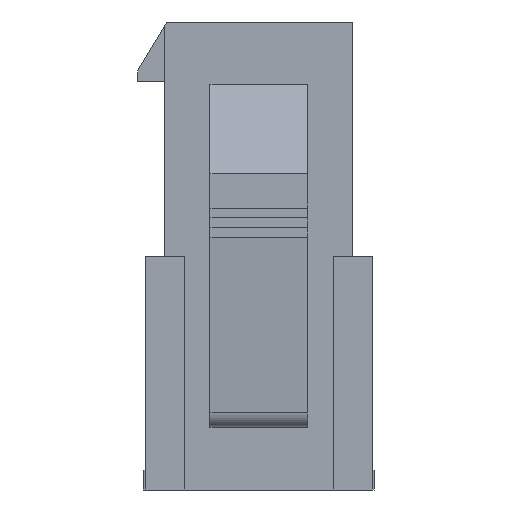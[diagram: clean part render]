
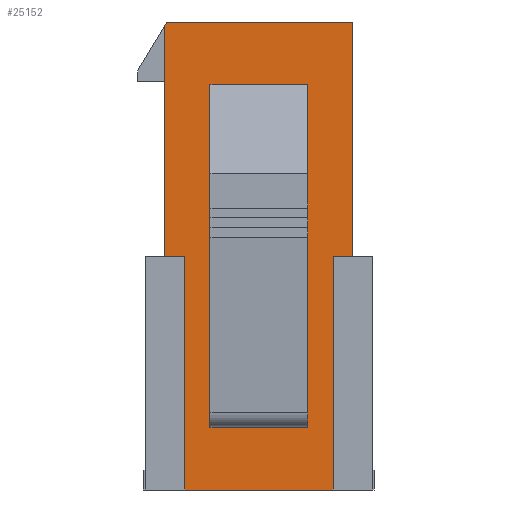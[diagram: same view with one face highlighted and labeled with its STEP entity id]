
A CAD part, left-side view. The second image highlights one B-rep face of the part: STEP entity #25152.
In plain terms, the highlighted planar face has unit normal (-1, 0, 0).
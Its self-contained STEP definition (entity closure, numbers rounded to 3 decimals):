
#1370=ORIENTED_EDGE('',*,*,#8814,.F.);
#1371=ORIENTED_EDGE('',*,*,#8815,.T.);
#1372=ORIENTED_EDGE('',*,*,#8816,.T.);
#1373=ORIENTED_EDGE('',*,*,#8817,.F.);
#1374=ORIENTED_EDGE('',*,*,#7676,.T.);
#1375=ORIENTED_EDGE('',*,*,#8818,.T.);
#1376=ORIENTED_EDGE('',*,*,#7687,.T.);
#1377=ORIENTED_EDGE('',*,*,#8819,.T.);
#1378=ORIENTED_EDGE('',*,*,#8820,.T.);
#1379=ORIENTED_EDGE('',*,*,#7760,.T.);
#1380=ORIENTED_EDGE('',*,*,#8821,.F.);
#1381=ORIENTED_EDGE('',*,*,#8822,.T.);
#1382=ORIENTED_EDGE('',*,*,#7509,.T.);
#7509=EDGE_CURVE('',#11238,#11237,#13673,.T.);
#7676=EDGE_CURVE('',#11237,#11400,#13840,.T.);
#7687=EDGE_CURVE('',#11410,#11409,#13851,.T.);
#7760=EDGE_CURVE('',#11481,#11480,#13924,.T.);
#8814=EDGE_CURVE('',#12531,#12532,#14978,.T.);
#8815=EDGE_CURVE('',#12531,#12533,#14979,.T.);
#8816=EDGE_CURVE('',#12533,#12534,#14980,.T.);
#8817=EDGE_CURVE('',#12532,#12534,#14981,.T.);
#8818=EDGE_CURVE('',#11400,#11410,#14982,.F.);
#8819=EDGE_CURVE('',#11409,#12535,#14983,.T.);
#8820=EDGE_CURVE('',#12535,#11481,#14984,.T.);
#8821=EDGE_CURVE('',#12536,#11480,#14985,.T.);
#8822=EDGE_CURVE('',#12536,#11238,#14986,.T.);
#11237=VERTEX_POINT('',#34048);
#11238=VERTEX_POINT('',#34050);
#11400=VERTEX_POINT('',#34379);
#11409=VERTEX_POINT('',#34402);
#11410=VERTEX_POINT('',#34404);
#11480=VERTEX_POINT('',#34551);
#11481=VERTEX_POINT('',#34553);
#12531=VERTEX_POINT('',#36728);
#12532=VERTEX_POINT('',#36729);
#12533=VERTEX_POINT('',#36731);
#12534=VERTEX_POINT('',#36733);
#12535=VERTEX_POINT('',#36737);
#12536=VERTEX_POINT('',#36740);
#13673=LINE('',#34049,#17385);
#13840=LINE('',#34380,#17552);
#13851=LINE('',#34403,#17563);
#13924=LINE('',#34552,#17636);
#14978=LINE('',#36727,#18690);
#14979=LINE('',#36730,#18691);
#14980=LINE('',#36732,#18692);
#14981=LINE('',#36734,#18693);
#14982=LINE('',#36735,#18694);
#14983=LINE('',#36736,#18695);
#14984=LINE('',#36738,#18696);
#14985=LINE('',#36739,#18697);
#14986=LINE('',#36741,#18698);
#17385=VECTOR('',#27705,1000.);
#17552=VECTOR('',#27874,1000.);
#17563=VECTOR('',#27891,1000.);
#17636=VECTOR('',#27974,1000.);
#18690=VECTOR('',#29170,1000.);
#18691=VECTOR('',#29171,1000.);
#18692=VECTOR('',#29172,1000.);
#18693=VECTOR('',#29173,1000.);
#18694=VECTOR('',#29174,1000.);
#18695=VECTOR('',#29175,1000.);
#18696=VECTOR('',#29176,1000.);
#18697=VECTOR('',#29177,1000.);
#18698=VECTOR('',#29178,1000.);
#21221=EDGE_LOOP('',(#1370,#1371,#1372,#1373));
#21222=EDGE_LOOP('',(#1374,#1375,#1376,#1377,#1378,#1379,#1380,#1381,#1382));
#22567=FACE_BOUND('',#21221,.T.);
#22568=FACE_BOUND('',#21222,.T.);
#23864=PLANE('',#26463);
#25152=ADVANCED_FACE('',(#22567,#22568),#23864,.T.);
#26463=AXIS2_PLACEMENT_3D('',#36726,#29168,#29169);
#27705=DIRECTION('',(0.,0.,1.));
#27874=DIRECTION('',(0.,1.,0.));
#27891=DIRECTION('',(0.,0.,-1.));
#27974=DIRECTION('',(0.,-1.,0.));
#29168=DIRECTION('',(-1.,0.,0.));
#29169=DIRECTION('',(0.,0.,1.));
#29170=DIRECTION('',(0.,0.,1.));
#29171=DIRECTION('',(0.,1.,0.));
#29172=DIRECTION('',(0.,0.,1.));
#29173=DIRECTION('',(0.,1.,0.));
#29174=DIRECTION('',(0.,-0.514,0.857));
#29175=DIRECTION('',(0.,-1.,0.));
#29176=DIRECTION('',(0.,0.,-1.));
#29177=DIRECTION('',(0.,0.,-1.));
#29178=DIRECTION('',(0.,-1.,0.));
#34048=CARTESIAN_POINT('',(-25.85,-4.8,11.95));
#34049=CARTESIAN_POINT('',(-25.85,-4.8,-11.95));
#34050=CARTESIAN_POINT('',(-25.85,-4.8,-0.05));
#34379=CARTESIAN_POINT('',(-25.85,4.7,11.95));
#34380=CARTESIAN_POINT('',(-25.85,-4.8,11.95));
#34402=CARTESIAN_POINT('',(-25.85,4.8,-0.05));
#34403=CARTESIAN_POINT('',(-25.85,4.8,11.95));
#34404=CARTESIAN_POINT('',(-25.85,4.8,11.783));
#34551=CARTESIAN_POINT('',(-25.85,-3.8,-11.95));
#34552=CARTESIAN_POINT('',(-25.85,4.8,-11.95));
#34553=CARTESIAN_POINT('',(-25.85,3.8,-11.95));
#36726=CARTESIAN_POINT('',(-25.85,0.,0.));
#36727=CARTESIAN_POINT('',(-25.85,-2.5,-8.75));
#36728=CARTESIAN_POINT('',(-25.85,-2.5,-8.75));
#36729=CARTESIAN_POINT('',(-25.85,-2.5,-7.35));
#36730=CARTESIAN_POINT('',(-25.85,-2.5,-8.75));
#36731=CARTESIAN_POINT('',(-25.85,2.5,-8.75));
#36732=CARTESIAN_POINT('',(-25.85,2.5,-8.75));
#36733=CARTESIAN_POINT('',(-25.85,2.5,-7.35));
#36734=CARTESIAN_POINT('',(-25.85,-2.5,-7.35));
#36735=CARTESIAN_POINT('',(-25.85,8.728,5.237));
#36736=CARTESIAN_POINT('',(-25.85,4.8,-0.05));
#36737=CARTESIAN_POINT('',(-25.85,3.8,-0.05));
#36738=CARTESIAN_POINT('',(-25.85,3.8,-0.05));
#36739=CARTESIAN_POINT('',(-25.85,-3.8,-0.05));
#36740=CARTESIAN_POINT('',(-25.85,-3.8,-0.05));
#36741=CARTESIAN_POINT('',(-25.85,-3.8,-0.05));
